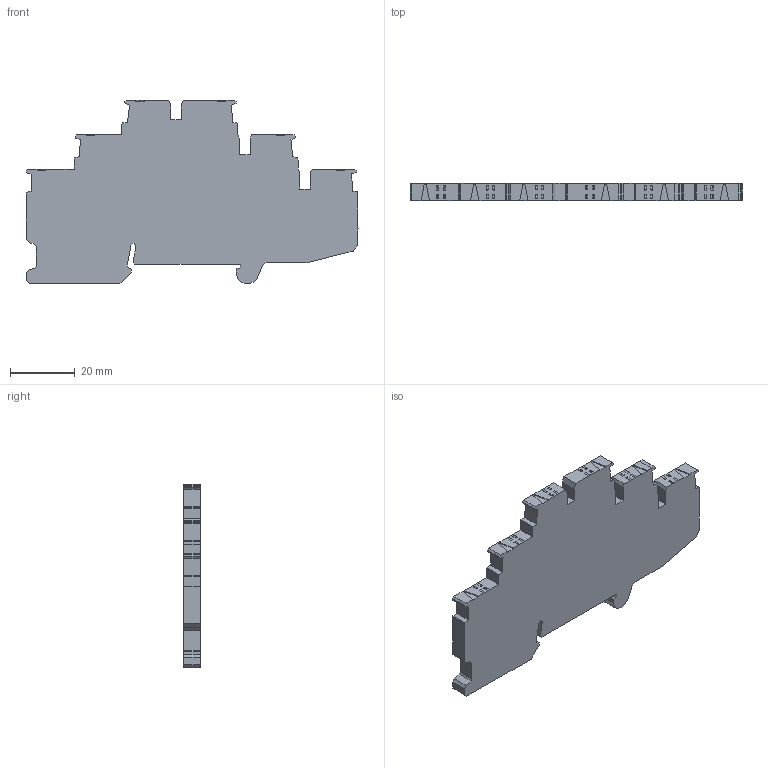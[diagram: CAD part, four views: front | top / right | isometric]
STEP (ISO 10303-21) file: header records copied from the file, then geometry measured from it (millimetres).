
FILE_DESCRIPTION( ('This file contains a STEP AP42 implementation' ,'as created by ZW3D STEP Interface translator.') ,'2;1' );
FILE_NAME( 'GUV2.5-302-XX-00A.stp' ,'2410 8.111110', (''), ('ZWCAD Software Co.'), 'Version 1.0', 'ZW3D to STEP translator', '' );
FILE_SCHEMA(('CONFIG_CONTROL_DESIGN'));
Length unit declared in the file: millimetre
Products named in the file (1): 0
Bounding box: 102.2 x 5.2 x 56.5 mm (x, y, z)
Volume: 21380.9 mm3; surface area: 10259.7 mm2
Topology: 1 solids, 1 shells, 289 faces, 801 edges, 538 vertices
Faces by surface type: bspline 289
Entity records: 9868 total; most frequent: CARTESIAN_POINT 5089, ORIENTED_EDGE 1602, EDGE_CURVE 801, B_SPLINE_CURVE_WITH_KNOTS 701, VERTEX_POINT 538, EDGE_LOOP 313, FACE_OUTER_BOUND 289, ADVANCED_FACE 289
